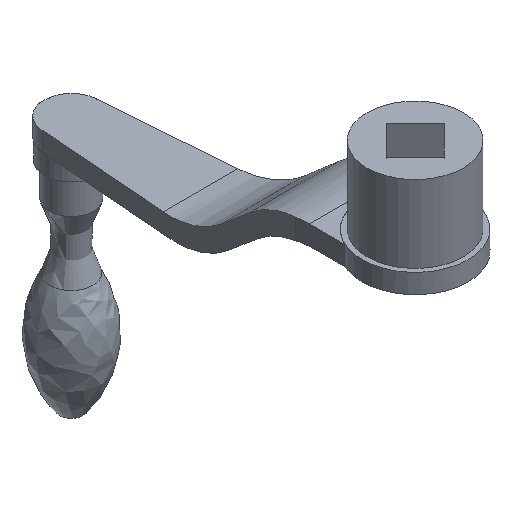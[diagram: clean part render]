
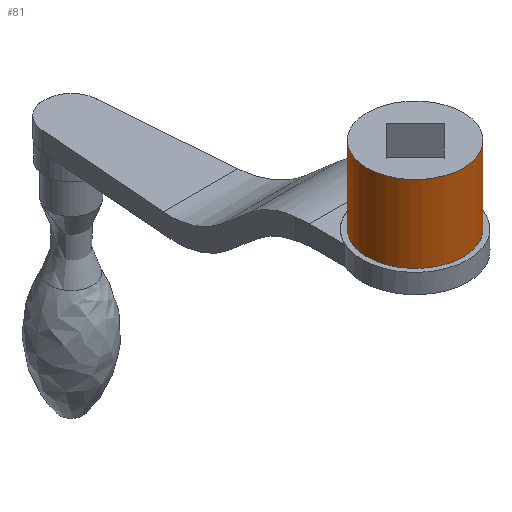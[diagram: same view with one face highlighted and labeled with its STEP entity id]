
A CAD part, isometric view. The second image highlights one B-rep face of the part: STEP entity #81.
In plain terms, the highlighted cylindrical face has radius 14 mm (diameter 28 mm), a full revolution.
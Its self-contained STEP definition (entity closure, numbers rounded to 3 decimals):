
#81 = ADVANCED_FACE( '', ( #181, #182 ), #183, .T. );
#181 = FACE_OUTER_BOUND( '', #299, .T. );
#182 = FACE_OUTER_BOUND( '', #300, .T. );
#183 = CYLINDRICAL_SURFACE( '', #301, 14. );
#299 = EDGE_LOOP( '', ( #506 ) );
#300 = EDGE_LOOP( '', ( #507 ) );
#301 = AXIS2_PLACEMENT_3D( '', #508, #509, #510 );
#506 = ORIENTED_EDGE( '', *, *, #697, .F. );
#507 = ORIENTED_EDGE( '', *, *, #741, .T. );
#508 = CARTESIAN_POINT( '', ( 0., 0., -28.001 ) );
#509 = DIRECTION( '', ( 0., 0., 1. ) );
#510 = DIRECTION( '', ( -1., 0., 0. ) );
#697 = EDGE_CURVE( '', #816, #816, #817, .T. );
#741 = EDGE_CURVE( '', #890, #890, #891, .T. );
#816 = VERTEX_POINT( '', #981 );
#817 = CIRCLE( '', #982, 14. );
#890 = VERTEX_POINT( '', #1080 );
#891 = CIRCLE( '', #1081, 14. );
#981 = CARTESIAN_POINT( '', ( -14., 0., -22.373 ) );
#982 = AXIS2_PLACEMENT_3D( '', #1186, #1187, #1188 );
#1080 = CARTESIAN_POINT( '', ( -14., 0., 0. ) );
#1081 = AXIS2_PLACEMENT_3D( '', #1247, #1248, #1249 );
#1186 = CARTESIAN_POINT( '', ( 0., 0., -22.373 ) );
#1187 = DIRECTION( '', ( 0., 0., -1. ) );
#1188 = DIRECTION( '', ( -1., 0., 0. ) );
#1247 = CARTESIAN_POINT( '', ( 0., 0., 0. ) );
#1248 = DIRECTION( '', ( 0., 0., -1. ) );
#1249 = DIRECTION( '', ( -1., 0., 0. ) );
